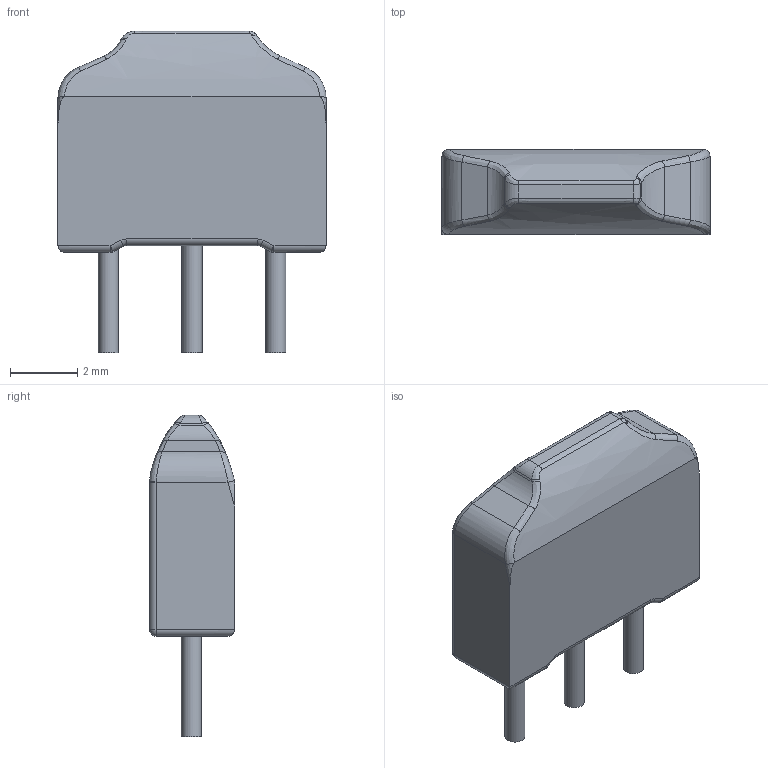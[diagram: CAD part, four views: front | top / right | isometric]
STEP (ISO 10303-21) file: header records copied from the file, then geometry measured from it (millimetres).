
FILE_DESCRIPTION(('FreeCAD Model'),'2;1');
FILE_NAME( 'DSS6.step', '2020-04-26T14:03:27',('Author'),(''), 'Open CASCADE STEP processor 7.3','FreeCAD','Unknown');
FILE_SCHEMA(('AUTOMOTIVE_DESIGN { 1 0 10303 214 1 1 1 1 }'));
Length unit declared in the file: millimetre
Products named in the file (5): Body002; Part; Cylinder; Cylinder001; Cylinder002
Assembly tree (3 placements, depth 2):
  Body002
  Part
    Cylinder
    Cylinder001
    Cylinder002
Bounding box: 8 x 2.54 x 9.6 mm (x, y, z)
Volume: 120.2 mm3; surface area: 188.6 mm2
Topology: 4 solids, 4 shells, 85 faces, 183 edges, 100 vertices
Faces by surface type: cylinder 27, bspline 24, plane 20, torus 6, sphere 6, extrusion 2
Full cylindrical faces by diameter (mm): 0.6 x3
Entity records: 7744 total; most frequent: CARTESIAN_POINT 4370, DIRECTION 545, ORIENTED_EDGE 354, PCURVE 354, DEFINITIONAL_REPRESENTATION 354, VECTOR 311, LINE 309, EDGE_CURVE 177
